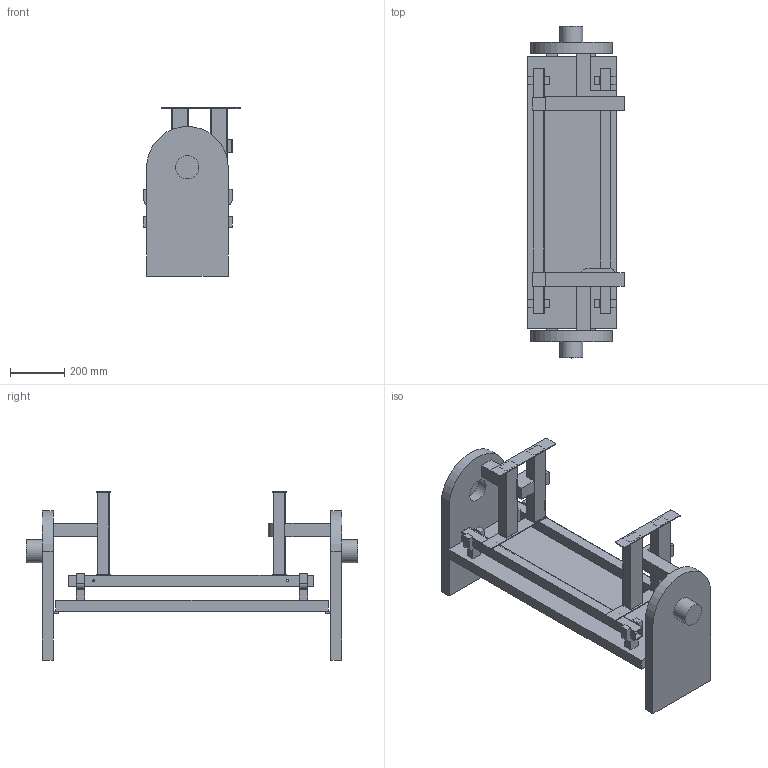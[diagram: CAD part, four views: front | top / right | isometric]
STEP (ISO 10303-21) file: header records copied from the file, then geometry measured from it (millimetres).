
FILE_DESCRIPTION(/* description */ (''),/* implementation_level */ '2;1');
FILE_NAME(/* name */ 'Mesa-EnsambleFinal v1.step',/* time_stamp */ '2022-06-25T17:19:10-05:00',/* author */ (''),/* organization */ (''),/* preprocessor_version */ 'ST-DEVELOPER v19',/* originating_system */ 'Autodesk Translation Framework v11.7.0.108',/* authorisation */ '');
FILE_SCHEMA (('AUTOMOTIVE_DESIGN { 1 0 10303 214 3 1 1 }'));
Length unit declared in the file: millimetre
Products named in the file (14): Mesa-EnsambleFinal; Mesa; Mano_perfCuadrados; Sujetador; PiezaFinal; PerfilH; lamina1; leg; perfil-cuadrado; Mano_perfCuadrados_MIR2; Mano_perfCuadrados_MIR4; Mano_perfCuadrados_MIR2_MIR1; Component12; Component13
Assembly tree (18 placements, depth 4):
  Mesa-EnsambleFinal
    Mesa
    Mano_perfCuadrados
    Sujetador  x2
    PiezaFinal
      PerfilH  x2
        lamina1
        leg
      perfil-cuadrado  x2
    Mano_perfCuadrados_MIR2
    Mano_perfCuadrados_MIR4
    Mano_perfCuadrados_MIR2_MIR1
    Component12
    Component13
Bounding box: 357.11 x 1220 x 618.58 mm (x, y, z)
Volume: 29132742 mm3; surface area: 2920375.8 mm2
Topology: 21 solids, 21 shells, 234 faces, 568 edges, 380 vertices
Faces by surface type: plane 194, cylinder 40
Full cylindrical faces by diameter (mm): 8 x8, 85 x4
Entity records: 4645 total; most frequent: CARTESIAN_POINT 746, DIRECTION 732, ORIENTED_EDGE 688, EDGE_CURVE 344, LINE 300, VECTOR 300, VERTEX_POINT 230, AXIS2_PLACEMENT_3D 216
